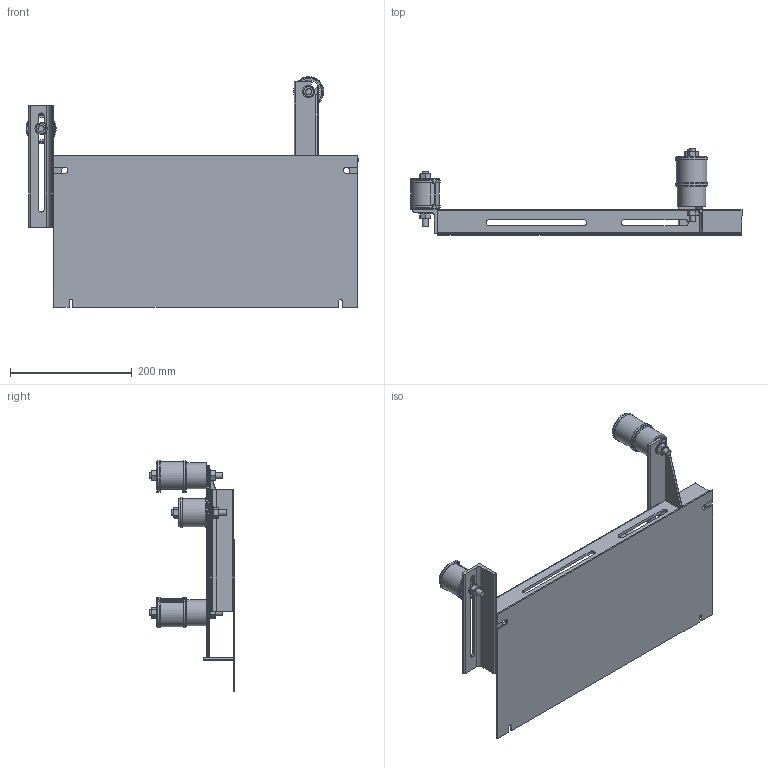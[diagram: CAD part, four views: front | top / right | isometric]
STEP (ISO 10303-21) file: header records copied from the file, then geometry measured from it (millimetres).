
FILE_DESCRIPTION(/* description */ ('CAx-IF Rec.Pracs.---Representation and Presentation of Product Manufacturing Information (PMI)---4.0---2014-10-13','CAx-IF Rec.Pracs.---3D Tessellated Geometry---0.4---2014-09-14','2;1'),/* implementation_level */ '2;1');
FILE_NAME(/* name */ 'A_Side_Panel_S_Bot_Drivetrain',/* time_stamp */ '2024-04-10T10:20:31+02:00',/* author */ ('Philippe COLBACH'),/* organization */ ('ETH Zurich'),/* preprocessor_version */ 'ST-DEVELOPER v18.1',/* originating_system */ 'SIEMENS PLM Software NX 1988',/* authorisation */ $);
FILE_SCHEMA (('AP242_MANAGED_MODEL_BASED_3D_ENGINEERING_MIM_LF { 1 0 10303 442 3 1 4 }'));
Length unit declared in the file: millimetre
Products named in the file (27): A_Side_Panel_S_Bot_Drivetrain; Plain Washer, Normal, DIN,M10; Hex Nut, 1A, DIN,M10x1_5; M_Roller_Mounting_Platform_Mirror; A_Chain_Guide_S; M_Zip_Tie_Symbolic_Circular; M_Chain_Guide_Sleeve; M_Chain_Guide_Connector_S; M_Chain_Guide_Pipe_S; Stud, Form A, DIN,M10x1_5x90; A_Chain_Guide_L; M_Chain_Guide_Pipe_L; M_Chain_Guide_Connector_L; Stud, Form A, DIN,M10x1_5x120; M_Roller_Mounting_Platform_Slit_Insert; M_Side_Panel_S_Bot; M_Chain_Guide_Mounting_Corner_Profile; M_Chain_Guide_Mounting_Bar_Support_Top; M_Chain_Guide_Mounting_Bar_Support_Bot; M_Chain_Guide_Mounting_Bar
Assembly tree (41 placements, depth 3):
  A_Side_Panel_S_Bot_Drivetrain
    Plain Washer, Normal, DIN,M10  x3
    Hex Nut, 1A, DIN,M10x1_5
    Hex Nut, 1A, DIN,M10x1_5
    Hex Nut, 1A, DIN,M10x1_5
    Hex Nut, 1A, DIN,M10x1_5
    Hex Nut, 1A, DIN,M10x1_5
    Hex Nut, 1A, DIN,M10x1_5
    M_Roller_Mounting_Platform_Mirror
    A_Chain_Guide_S
      M_Zip_Tie_Symbolic_Circular  x2
      M_Chain_Guide_Sleeve
      M_Chain_Guide_Connector_S  x2
      M_Chain_Guide_Pipe_S
      Stud, Form A, DIN,M10x1_5x90
    A_Chain_Guide_L
      M_Zip_Tie_Symbolic_Circular  x2
      M_Chain_Guide_Sleeve
      M_Chain_Guide_Pipe_L
      M_Chain_Guide_Connector_L  x2
      Stud, Form A, DIN,M10x1_5x120
    A_Chain_Guide_L
      M_Zip_Tie_Symbolic_Circular  x2
      M_Chain_Guide_Sleeve
      M_Chain_Guide_Pipe_L
      M_Chain_Guide_Connector_L  x2
      Stud, Form A, DIN,M10x1_5x120
    M_Roller_Mounting_Platform_Slit_Insert  x2
    M_Side_Panel_S_Bot
    M_Chain_Guide_Mounting_Corner_Profile
    M_Chain_Guide_Mounting_Bar_Support_Top
    M_Chain_Guide_Mounting_Bar_Support_Bot
    M_Chain_Guide_Mounting_Bar
Bounding box: 544.75 x 141 x 378.66 mm (x, y, z)
Volume: 743150.1 mm3; surface area: 532578 mm2
Topology: 38 solids, 38 shells, 588 faces, 1368 edges, 820 vertices
Faces by surface type: plane 248, cylinder 184, cone 84, torus 48, sphere 24
Full cylindrical faces by diameter (mm): 8.782 x6, 9.732 x3, 11 x3, 20 x3, 36.5 x3, 43 x3, 46.5 x6
Entity records: 13982 total; most frequent: CARTESIAN_POINT 2782, DIRECTION 2507, ORIENTED_EDGE 1498, AXIS2_PLACEMENT_3D 1087, EDGE_CURVE 749, VERTEX_POINT 482, EDGE_LOOP 393, FACE_BOUND 393
